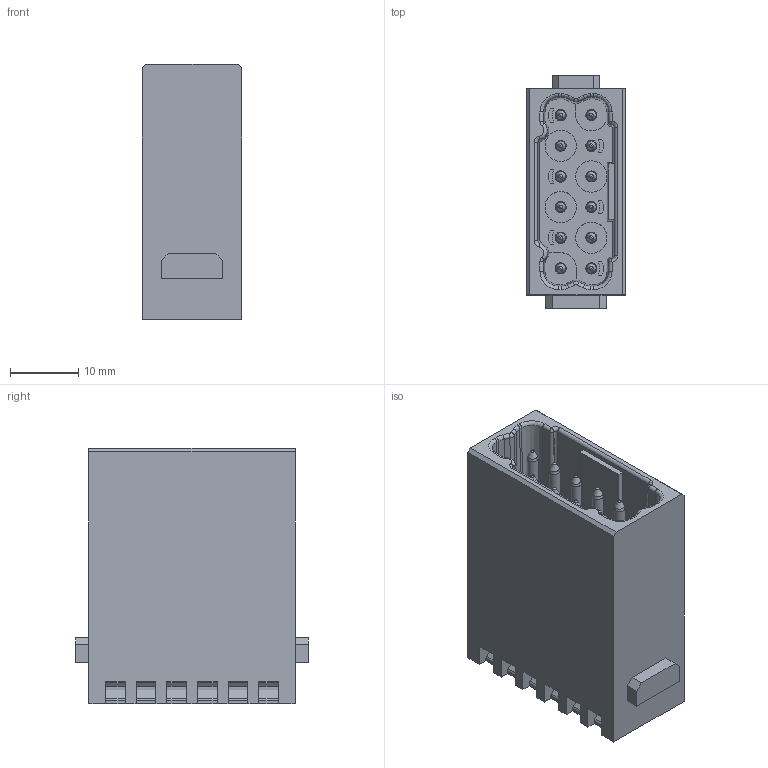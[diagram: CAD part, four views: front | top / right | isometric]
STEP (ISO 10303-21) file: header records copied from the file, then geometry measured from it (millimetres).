
FILE_DESCRIPTION(/* description */ (''),/* implementation_level */ '2;1');
FILE_NAME(/* name */ '100560904ugm000_b.stp',/* time_stamp */ '2017-09-28T16:09:39+02:00',/* author */ (''),/* organization */ (''),/* preprocessor_version */ 'ST-DEVELOPER v16',/* originating_system */ 'SIEMENS PLM Software NX 10.0',/* authorisation */ '');
FILE_SCHEMA (('AUTOMOTIVE_DESIGN { 1 0 10303 214 3 1 1 1 }'));
Length unit declared in the file: millimetre
Products named in the file (1): 100560904ugm000_b
Bounding box: 14.65 x 34.2 x 37.5 mm (x, y, z)
Volume: 12104.6 mm3; surface area: 7381.5 mm2
Topology: 1 solids, 1 shells, 621 faces, 1561 edges, 1000 vertices
Faces by surface type: plane 365, cylinder 140, bspline 74, cone 40, extrusion 2
Full cylindrical faces by diameter (mm): 0.55 x1, 0.65 x1, 1.6 x12, 1.65 x6, 1.7 x12, 3.2 x12, 4.6 x4
Entity records: 24502 total; most frequent: CARTESIAN_POINT 6111, ORIENTED_EDGE 2820, DIRECTION 2745, EDGE_CURVE 1410, VECTOR 1009, LINE 1007, VERTEX_POINT 981, AXIS2_PLACEMENT_3D 868
